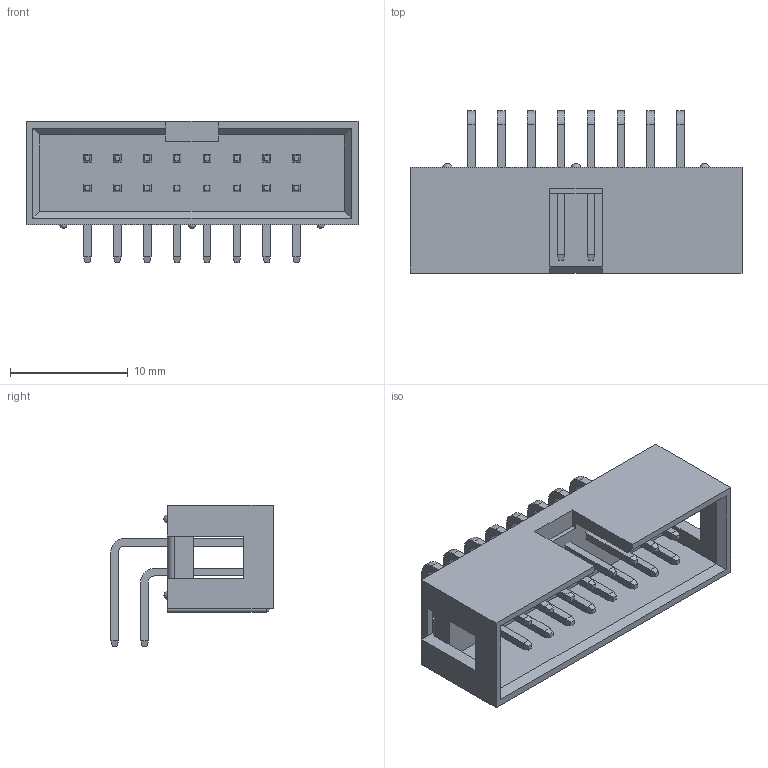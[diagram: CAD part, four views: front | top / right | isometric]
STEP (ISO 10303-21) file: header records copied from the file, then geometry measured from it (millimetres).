
FILE_DESCRIPTION(('STEP AP214'), '1');
FILE_NAME('DS1013-10RSiB', '2016-04-20T21:28:36', ('Nobody'), (''), 'ASCON STEP Converter 1.3', 'ASCON Math Kernel', '');
FILE_SCHEMA(('AUTOMOTIVE_DESIGN { 1 0 10303 214 3 1 1}'));
Length unit declared in the file: millimetre
Bounding box: 28.22 x 13.8 x 12 mm (x, y, z)
Volume: 1076.9 mm3; surface area: 2346.2 mm2
Topology: 17 solids, 17 shells, 481 faces, 1093 edges, 661 vertices
Faces by surface type: plane 435, cylinder 37, torus 6, sphere 3
Entity records: 16966 total; most frequent: CARTESIAN_POINT 2227, ORIENTED_EDGE 2168, DIRECTION 2140, EDGE_CURVE 1084, LINE 992, VECTOR 992, VERTEX_POINT 661, AXIS2_PLACEMENT_3D 574
